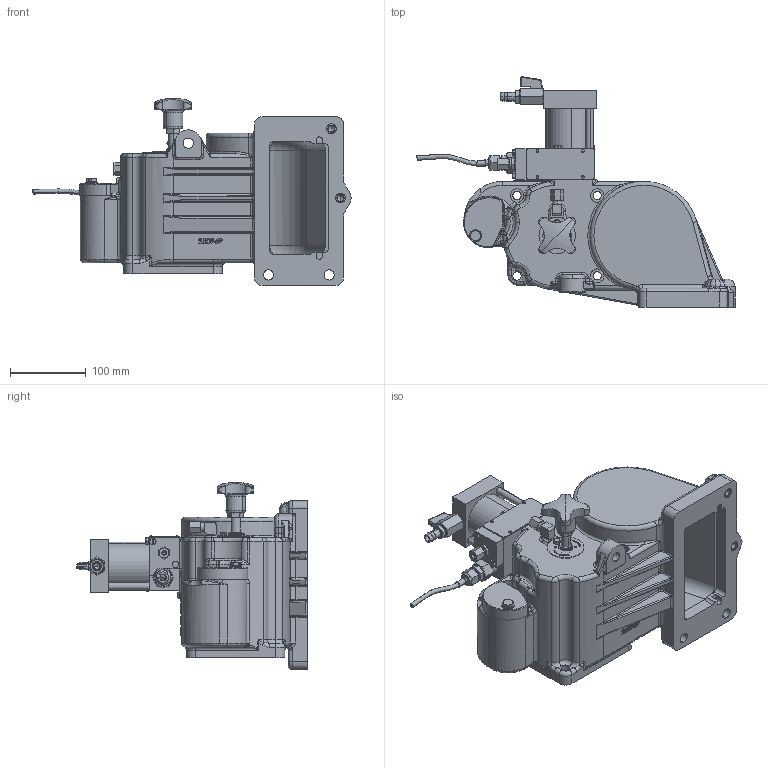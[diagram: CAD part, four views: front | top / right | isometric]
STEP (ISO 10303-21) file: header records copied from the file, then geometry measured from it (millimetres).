
FILE_DESCRIPTION (( 'STEP AP214' ), '1' );
FILE_NAME ('GV80SE-D_252536.STEP', '2014-11-24T13:50:12', ( 'Admin2' ), ( '' ), 'SwSTEP 2.0', 'SolidWorks 2010', '' );
FILE_SCHEMA (( 'AUTOMOTIVE_DESIGN' ));
Length unit declared in the file: millimetre
Products named in the file (1): GV80SE-D_252536
Bounding box: 420.11 x 304.44 x 247 mm (x, y, z)
Volume: 3295015.7 mm3; surface area: 738121.7 mm2
Topology: 48 solids, 48 shells, 3182 faces, 7817 edges, 4750 vertices
Faces by surface type: plane 1023, cylinder 849, bspline 582, cone 385, torus 318, sphere 25
Entity records: 159372 total; most frequent: CARTESIAN_POINT 53046, ORIENTED_EDGE 15324, DIRECTION 13759, EDGE_CURVE 7662, AXIS2_PLACEMENT_3D 5255, VERTEX_POINT 4745, EDGE_LOOP 3503, LINE 3249
